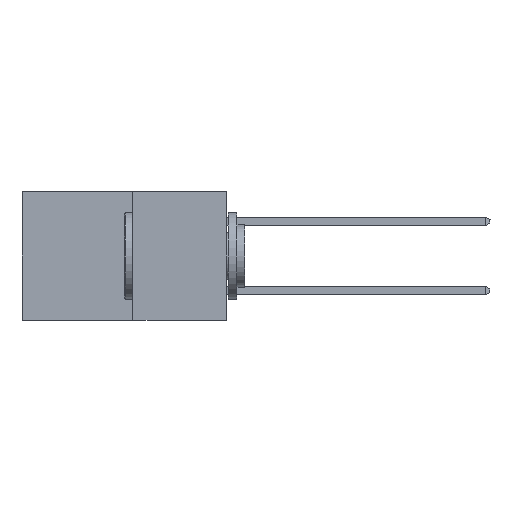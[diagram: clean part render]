
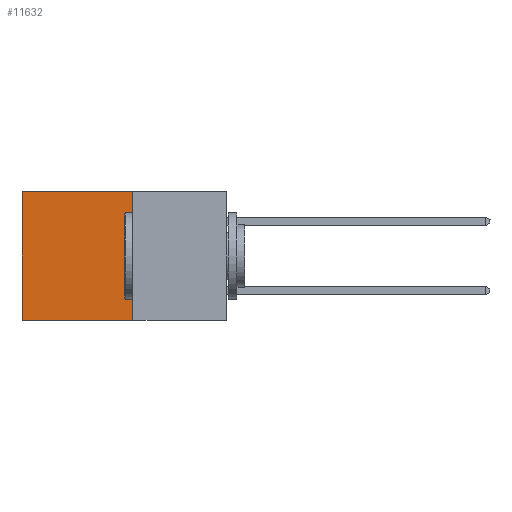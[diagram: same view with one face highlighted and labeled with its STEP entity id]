
A CAD part, left-side view. The second image highlights one B-rep face of the part: STEP entity #11632.
In plain terms, the highlighted planar face has unit normal (-1, 0, 0).
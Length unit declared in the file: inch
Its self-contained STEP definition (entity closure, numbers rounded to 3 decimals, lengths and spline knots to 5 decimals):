
#280 = ORIENTED_EDGE ( 'NONE', *, *, #5299, .F. ) ;
#478 = LINE ( 'NONE', #13330, #10047 ) ;
#515 = LINE ( 'NONE', #4534, #7337 ) ;
#1829 = ORIENTED_EDGE ( 'NONE', *, *, #5611, .F. ) ;
#2017 = AXIS2_PLACEMENT_3D ( 'NONE', #3250, #3236, #2977 ) ;
#2110 = CARTESIAN_POINT ( 'NONE',  ( 0.277, 0.27, -0.37 ) ) ;
#2265 = CARTESIAN_POINT ( 'NONE',  ( 0.277, 0.59, 0. ) ) ;
#2269 = ORIENTED_EDGE ( 'NONE', *, *, #15309, .T. ) ;
#2977 = DIRECTION ( 'NONE',  ( 0., 0., -1. ) ) ;
#3236 = DIRECTION ( 'NONE',  ( 1., 0., 0. ) ) ;
#3250 = CARTESIAN_POINT ( 'NONE',  ( 0.277, 0.27, -0.37 ) ) ;
#4404 = DIRECTION ( 'NONE',  ( 0., 0., -1. ) ) ;
#4534 = CARTESIAN_POINT ( 'NONE',  ( 0.277, 0.27, -0.37 ) ) ;
#4658 = PLANE ( 'NONE',  #2017 ) ;
#5259 = CARTESIAN_POINT ( 'NONE',  ( 0.277, 0.27, 0. ) ) ;
#5299 = EDGE_CURVE ( 'NONE', #8818, #15969, #16657, .T. ) ;
#5611 = EDGE_CURVE ( 'NONE', #14760, #8818, #515, .T. ) ;
#5907 = VECTOR ( 'NONE', #14614, 39.37008 ) ;
#6030 = ORIENTED_EDGE ( 'NONE', *, *, #11546, .T. ) ;
#7337 = VECTOR ( 'NONE', #4404, 39.37008 ) ;
#7395 = DIRECTION ( 'NONE',  ( 0., 0., -1. ) ) ;
#8818 = VERTEX_POINT ( 'NONE', #2110 ) ;
#9226 = FACE_OUTER_BOUND ( 'NONE', #11518, .T. ) ;
#9286 = VECTOR ( 'NONE', #9866, 39.37008 ) ;
#9866 = DIRECTION ( 'NONE',  ( 0., 1., 0. ) ) ;
#9900 = CARTESIAN_POINT ( 'NONE',  ( 0.277, 0.27, -0.37 ) ) ;
#10047 = VECTOR ( 'NONE', #7395, 39.37008 ) ;
#10772 = LINE ( 'NONE', #5259, #5907 ) ;
#11518 = EDGE_LOOP ( 'NONE', ( #6030, #280, #1829, #2269 ) ) ;
#11546 = EDGE_CURVE ( 'NONE', #15151, #15969, #478, .T. ) ;
#11632 = ADVANCED_FACE ( 'NONE', ( #9226 ), #4658, .F. ) ;
#13201 = CARTESIAN_POINT ( 'NONE',  ( 0.277, 0.59, -0.37 ) ) ;
#13330 = CARTESIAN_POINT ( 'NONE',  ( 0.277, 0.59, -0.37 ) ) ;
#14614 = DIRECTION ( 'NONE',  ( 0., 1., 0. ) ) ;
#14760 = VERTEX_POINT ( 'NONE', #16091 ) ;
#15151 = VERTEX_POINT ( 'NONE', #2265 ) ;
#15309 = EDGE_CURVE ( 'NONE', #14760, #15151, #10772, .T. ) ;
#15969 = VERTEX_POINT ( 'NONE', #13201 ) ;
#16091 = CARTESIAN_POINT ( 'NONE',  ( 0.277, 0.27, 0. ) ) ;
#16657 = LINE ( 'NONE', #9900, #9286 ) ;
